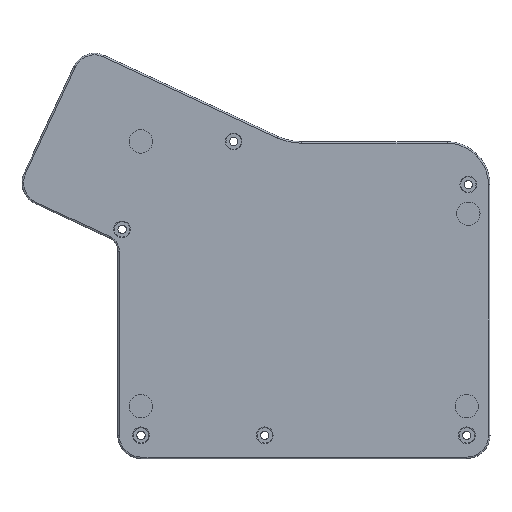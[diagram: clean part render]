
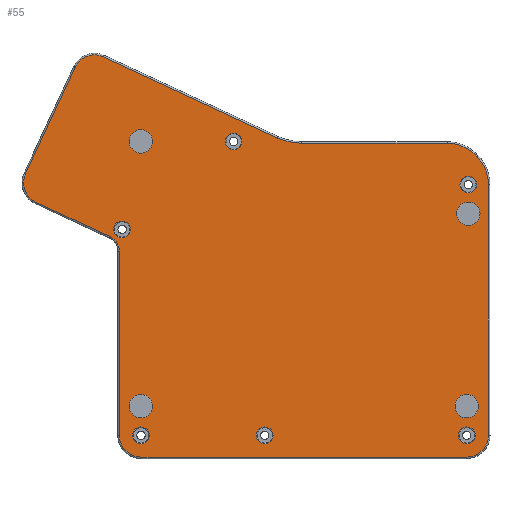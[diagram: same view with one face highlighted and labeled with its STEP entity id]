
A CAD part, top view. The second image highlights one B-rep face of the part: STEP entity #55.
In plain terms, the highlighted planar face has unit normal (0, 0, 1).
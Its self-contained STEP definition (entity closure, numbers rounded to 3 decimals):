
#55=ADVANCED_FACE('',(#2073,#2075,#2077,#2079,#2081,#2083,#2085,#2087,#2089,#2091,
#2093),#2095,.F.);
#2073=FACE_BOUND('',#2074,.T.);
#2074=EDGE_LOOP('',(#4087,#4088,#4089,#4090,#4091,#4092,#4093,#4094,#4095,#4096,
#4097,#4098,#4099,#4100,#4101,#4102));
#2075=FACE_BOUND('',#2076,.T.);
#2076=EDGE_LOOP('',(#4103));
#2077=FACE_BOUND('',#2078,.T.);
#2078=EDGE_LOOP('',(#4104));
#2079=FACE_BOUND('',#2080,.T.);
#2080=EDGE_LOOP('',(#4105));
#2081=FACE_BOUND('',#2082,.T.);
#2082=EDGE_LOOP('',(#4106));
#2083=FACE_BOUND('',#2084,.T.);
#2084=EDGE_LOOP('',(#4107));
#2085=FACE_BOUND('',#2086,.T.);
#2086=EDGE_LOOP('',(#4108));
#2087=FACE_BOUND('',#2088,.T.);
#2088=EDGE_LOOP('',(#4109));
#2089=FACE_BOUND('',#2090,.T.);
#2090=EDGE_LOOP('',(#4110));
#2091=FACE_BOUND('',#2092,.T.);
#2092=EDGE_LOOP('',(#4111));
#2093=FACE_BOUND('',#2094,.T.);
#2094=EDGE_LOOP('',(#4112));
#2095=PLANE('',#2096);
#2096=AXIS2_PLACEMENT_3D('',#2097,#2098,#2099);
#2097=CARTESIAN_POINT('',(-108.522,48.509,8.06));
#2098=DIRECTION('',(0.,0.,-1.));
#2099=DIRECTION('',(-1.,0.,0.));
#4087=ORIENTED_EDGE('',*,*,#5083,.T.);
#4088=ORIENTED_EDGE('',*,*,#5084,.T.);
#4089=ORIENTED_EDGE('',*,*,#5085,.T.);
#4090=ORIENTED_EDGE('',*,*,#5086,.T.);
#4091=ORIENTED_EDGE('',*,*,#5087,.T.);
#4092=ORIENTED_EDGE('',*,*,#5088,.T.);
#4093=ORIENTED_EDGE('',*,*,#5089,.T.);
#4094=ORIENTED_EDGE('',*,*,#5090,.T.);
#4095=ORIENTED_EDGE('',*,*,#5091,.T.);
#4096=ORIENTED_EDGE('',*,*,#5092,.T.);
#4097=ORIENTED_EDGE('',*,*,#5093,.T.);
#4098=ORIENTED_EDGE('',*,*,#5094,.T.);
#4099=ORIENTED_EDGE('',*,*,#5095,.T.);
#4100=ORIENTED_EDGE('',*,*,#5096,.T.);
#4101=ORIENTED_EDGE('',*,*,#5097,.T.);
#4102=ORIENTED_EDGE('',*,*,#5098,.T.);
#4103=ORIENTED_EDGE('',*,*,#5099,.T.);
#4104=ORIENTED_EDGE('',*,*,#5100,.T.);
#4105=ORIENTED_EDGE('',*,*,#5101,.T.);
#4106=ORIENTED_EDGE('',*,*,#5102,.T.);
#4107=ORIENTED_EDGE('',*,*,#5103,.T.);
#4108=ORIENTED_EDGE('',*,*,#5104,.T.);
#4109=ORIENTED_EDGE('',*,*,#5105,.T.);
#4110=ORIENTED_EDGE('',*,*,#5106,.T.);
#4111=ORIENTED_EDGE('',*,*,#5107,.T.);
#4112=ORIENTED_EDGE('',*,*,#5108,.T.);
#5083=EDGE_CURVE('',#5565,#5566,#5567,.T.);
#5084=EDGE_CURVE('',#5566,#5568,#5569,.T.);
#5085=EDGE_CURVE('',#5568,#5570,#5571,.T.);
#5086=EDGE_CURVE('',#5570,#5572,#5573,.T.);
#5087=EDGE_CURVE('',#5572,#5574,#5575,.T.);
#5088=EDGE_CURVE('',#5574,#5576,#5577,.T.);
#5089=EDGE_CURVE('',#5576,#5578,#5579,.T.);
#5090=EDGE_CURVE('',#5578,#5580,#5581,.T.);
#5091=EDGE_CURVE('',#5580,#5582,#5583,.T.);
#5092=EDGE_CURVE('',#5582,#5584,#5585,.T.);
#5093=EDGE_CURVE('',#5584,#5586,#5587,.T.);
#5094=EDGE_CURVE('',#5586,#5588,#5589,.T.);
#5095=EDGE_CURVE('',#5588,#5590,#5591,.T.);
#5096=EDGE_CURVE('',#5590,#5592,#5593,.T.);
#5097=EDGE_CURVE('',#5592,#5594,#5595,.T.);
#5098=EDGE_CURVE('',#5594,#5565,#5596,.T.);
#5099=EDGE_CURVE('',#5597,#5597,#5598,.F.);
#5100=EDGE_CURVE('',#5599,#5599,#5600,.F.);
#5101=EDGE_CURVE('',#5601,#5601,#5602,.F.);
#5102=EDGE_CURVE('',#5603,#5603,#5604,.F.);
#5103=EDGE_CURVE('',#5605,#5605,#5606,.T.);
#5104=EDGE_CURVE('',#5607,#5607,#5608,.T.);
#5105=EDGE_CURVE('',#5609,#5609,#5610,.T.);
#5106=EDGE_CURVE('',#5611,#5611,#5612,.T.);
#5107=EDGE_CURVE('',#5613,#5613,#5614,.T.);
#5108=EDGE_CURVE('',#5615,#5615,#5616,.T.);
#5565=VERTEX_POINT('',#6366);
#5566=VERTEX_POINT('',#6367);
#5567=LINE('',#6368,#6369);
#5568=VERTEX_POINT('',#6371);
#5569=CIRCLE('',#6372,8.763);
#5570=VERTEX_POINT('',#6376);
#5571=LINE('',#6377,#6378);
#5572=VERTEX_POINT('',#6380);
#5573=CIRCLE('',#6381,6.477);
#5574=VERTEX_POINT('',#6385);
#5575=LINE('',#6386,#6387);
#5576=VERTEX_POINT('',#6389);
#5577=CIRCLE('',#6390,8.89);
#5578=VERTEX_POINT('',#6394);
#5579=LINE('',#6395,#6396);
#5580=VERTEX_POINT('',#6398);
#5581=CIRCLE('',#6399,8.89);
#5582=VERTEX_POINT('',#6403);
#5583=LINE('',#6404,#6405);
#5584=VERTEX_POINT('',#6407);
#5585=CIRCLE('',#6408,16.383);
#5586=VERTEX_POINT('',#6412);
#5587=LINE('',#6413,#6414);
#5588=VERTEX_POINT('',#6416);
#5589=CIRCLE('',#6417,16.383);
#5590=VERTEX_POINT('',#6421);
#5591=LINE('',#6422,#6423);
#5592=VERTEX_POINT('',#6425);
#5593=CIRCLE('',#6426,24.257);
#5594=VERTEX_POINT('',#6430);
#5595=LINE('',#6431,#6432);
#5596=CIRCLE('',#6434,8.763);
#5597=VERTEX_POINT('',#6438);
#5598=CIRCLE('',#6439,4.8);
#5599=VERTEX_POINT('',#6443);
#5600=CIRCLE('',#6444,4.8);
#5601=VERTEX_POINT('',#6448);
#5602=CIRCLE('',#6449,4.8);
#5603=VERTEX_POINT('',#6453);
#5604=CIRCLE('',#6454,4.8);
#5605=VERTEX_POINT('',#6458);
#5606=CIRCLE('',#6459,3.429);
#5607=VERTEX_POINT('',#6463);
#5608=CIRCLE('',#6464,3.429);
#5609=VERTEX_POINT('',#6468);
#5610=CIRCLE('',#6469,3.429);
#5611=VERTEX_POINT('',#6473);
#5612=CIRCLE('',#6474,3.429);
#5613=VERTEX_POINT('',#6478);
#5614=CIRCLE('',#6479,3.429);
#5615=VERTEX_POINT('',#6483);
#5616=CIRCLE('',#6484,3.429);
#6366=CARTESIAN_POINT('',(-89.111,42.814,8.06));
#6367=CARTESIAN_POINT('',(-109.506,-0.924,8.06));
#6368=CARTESIAN_POINT('',(-89.111,42.814,8.06));
#6369=VECTOR('',#6370,1.);
#6370=DIRECTION('',(-0.423,-0.906,0.));
#6371=CARTESIAN_POINT('',(-105.268,-12.57,8.06));
#6372=AXIS2_PLACEMENT_3D('',#6373,#6374,#6375);
#6373=CARTESIAN_POINT('',(-101.564,-4.628,8.06));
#6374=DIRECTION('',(0.,0.,1.));
#6375=DIRECTION('',(-0.906,0.423,0.));
#6376=CARTESIAN_POINT('',(-74.733,-26.808,8.06));
#6377=CARTESIAN_POINT('',(-105.268,-12.57,8.06));
#6378=VECTOR('',#6379,1.);
#6379=DIRECTION('',(0.906,-0.423,0.));
#6380=CARTESIAN_POINT('',(-70.993,-32.679,8.06));
#6381=AXIS2_PLACEMENT_3D('',#6382,#6383,#6384);
#6382=CARTESIAN_POINT('',(-77.47,-32.679,8.06));
#6383=DIRECTION('',(0.,0.,-1.));
#6384=DIRECTION('',(0.423,0.906,0.));
#6385=CARTESIAN_POINT('',(-70.993,-108.293,8.06));
#6386=CARTESIAN_POINT('',(-70.993,-32.679,8.06));
#6387=VECTOR('',#6388,1.);
#6388=DIRECTION('',(0.,-1.,0.));
#6389=CARTESIAN_POINT('',(-62.103,-117.183,8.06));
#6390=AXIS2_PLACEMENT_3D('',#6391,#6392,#6393);
#6391=CARTESIAN_POINT('',(-62.103,-108.293,8.06));
#6392=DIRECTION('',(0.,0.,1.));
#6393=DIRECTION('',(-1.,0.,0.));
#6394=CARTESIAN_POINT('',(71.628,-117.183,8.06));
#6395=CARTESIAN_POINT('',(-62.103,-117.183,8.06));
#6396=VECTOR('',#6397,1.);
#6397=DIRECTION('',(1.,0.,0.));
#6398=CARTESIAN_POINT('',(80.518,-108.293,8.06));
#6399=AXIS2_PLACEMENT_3D('',#6400,#6401,#6402);
#6400=CARTESIAN_POINT('',(71.628,-108.293,8.06));
#6401=DIRECTION('',(0.,0.,1.));
#6402=DIRECTION('',(0.,-1.,0.));
#6403=CARTESIAN_POINT('',(80.518,-5.373,8.06));
#6404=CARTESIAN_POINT('',(80.518,-108.293,8.06));
#6405=VECTOR('',#6406,1.);
#6406=DIRECTION('',(0.,1.,0.));
#6407=CARTESIAN_POINT('',(75.72,6.212,8.06));
#6408=AXIS2_PLACEMENT_3D('',#6409,#6410,#6411);
#6409=CARTESIAN_POINT('',(64.135,-5.373,8.06));
#6410=DIRECTION('',(0.,0.,1.));
#6411=DIRECTION('',(1.,0.,0.));
#6412=CARTESIAN_POINT('',(75.122,6.809,8.06));
#6413=CARTESIAN_POINT('',(75.72,6.212,8.06));
#6414=VECTOR('',#6415,1.);
#6415=DIRECTION('',(-0.707,0.707,0.));
#6416=CARTESIAN_POINT('',(63.537,11.608,8.06));
#6417=AXIS2_PLACEMENT_3D('',#6418,#6419,#6420);
#6418=CARTESIAN_POINT('',(63.537,-4.775,8.06));
#6419=DIRECTION('',(0.,0.,1.));
#6420=DIRECTION('',(0.707,0.707,0.));
#6421=CARTESIAN_POINT('',(3.924,11.608,8.06));
#6422=CARTESIAN_POINT('',(63.537,11.608,8.06));
#6423=VECTOR('',#6424,1.);
#6424=DIRECTION('',(-1.,0.,0.));
#6425=CARTESIAN_POINT('',(-6.327,13.88,8.06));
#6426=AXIS2_PLACEMENT_3D('',#6427,#6428,#6429);
#6427=CARTESIAN_POINT('',(3.924,35.865,8.06));
#6428=DIRECTION('',(0.,0.,-1.));
#6429=DIRECTION('',(0.,-1.,0.));
#6430=CARTESIAN_POINT('',(-77.465,47.053,8.06));
#6431=CARTESIAN_POINT('',(-6.327,13.88,8.06));
#6432=VECTOR('',#6433,1.);
#6433=DIRECTION('',(-0.906,0.423,0.));
#6434=AXIS2_PLACEMENT_3D('',#6435,#6436,#6437);
#6435=CARTESIAN_POINT('',(-81.169,39.111,8.06));
#6436=DIRECTION('',(0.,0.,1.));
#6437=DIRECTION('',(0.423,0.906,0.));
#6438=CARTESIAN_POINT('',(-66.903,12.347,8.06));
#6439=AXIS2_PLACEMENT_3D('',#6440,#6441,#6442);
#6440=CARTESIAN_POINT('',(-62.103,12.347,8.06));
#6441=DIRECTION('',(0.,0.,1.));
#6442=DIRECTION('',(-1.,0.,0.));
#6443=CARTESIAN_POINT('',(67.463,-17.373,8.06));
#6444=AXIS2_PLACEMENT_3D('',#6445,#6446,#6447);
#6445=CARTESIAN_POINT('',(72.263,-17.373,8.06));
#6446=DIRECTION('',(0.,0.,1.));
#6447=DIRECTION('',(-1.,0.,0.));
#6448=CARTESIAN_POINT('',(-66.903,-96.293,8.06));
#6449=AXIS2_PLACEMENT_3D('',#6450,#6451,#6452);
#6450=CARTESIAN_POINT('',(-62.103,-96.293,8.06));
#6451=DIRECTION('',(0.,0.,1.));
#6452=DIRECTION('',(-1.,0.,0.));
#6453=CARTESIAN_POINT('',(66.828,-96.293,8.06));
#6454=AXIS2_PLACEMENT_3D('',#6455,#6456,#6457);
#6455=CARTESIAN_POINT('',(71.628,-96.293,8.06));
#6456=DIRECTION('',(0.,0.,1.));
#6457=DIRECTION('',(-1.,0.,0.));
#6458=CARTESIAN_POINT('',(68.834,-5.373,8.06));
#6459=AXIS2_PLACEMENT_3D('',#6460,#6461,#6462);
#6460=CARTESIAN_POINT('',(72.263,-5.373,8.06));
#6461=DIRECTION('',(0.,0.,-1.));
#6462=DIRECTION('',(-1.,0.,0.));
#6463=CARTESIAN_POINT('',(-27.504,12.347,8.06));
#6464=AXIS2_PLACEMENT_3D('',#6465,#6466,#6467);
#6465=CARTESIAN_POINT('',(-24.075,12.347,8.06));
#6466=DIRECTION('',(0.,0.,-1.));
#6467=DIRECTION('',(-1.,0.,0.));
#6468=CARTESIAN_POINT('',(-73.279,-23.746,8.06));
#6469=AXIS2_PLACEMENT_3D('',#6470,#6471,#6472);
#6470=CARTESIAN_POINT('',(-69.85,-23.746,8.06));
#6471=DIRECTION('',(0.,0.,-1.));
#6472=DIRECTION('',(-1.,0.,0.));
#6473=CARTESIAN_POINT('',(-65.532,-108.293,8.06));
#6474=AXIS2_PLACEMENT_3D('',#6475,#6476,#6477);
#6475=CARTESIAN_POINT('',(-62.103,-108.293,8.06));
#6476=DIRECTION('',(0.,0.,-1.));
#6477=DIRECTION('',(-1.,0.,0.));
#6478=CARTESIAN_POINT('',(-14.732,-108.293,8.06));
#6479=AXIS2_PLACEMENT_3D('',#6480,#6481,#6482);
#6480=CARTESIAN_POINT('',(-11.303,-108.293,8.06));
#6481=DIRECTION('',(0.,0.,-1.));
#6482=DIRECTION('',(-1.,0.,0.));
#6483=CARTESIAN_POINT('',(68.199,-108.293,8.06));
#6484=AXIS2_PLACEMENT_3D('',#6485,#6486,#6487);
#6485=CARTESIAN_POINT('',(71.628,-108.293,8.06));
#6486=DIRECTION('',(0.,0.,-1.));
#6487=DIRECTION('',(-1.,0.,0.));
